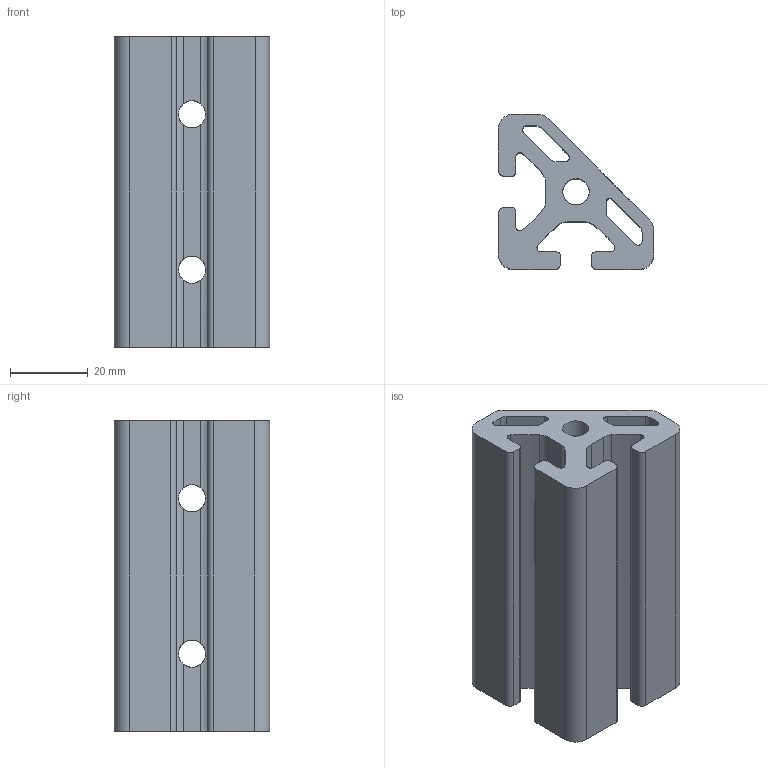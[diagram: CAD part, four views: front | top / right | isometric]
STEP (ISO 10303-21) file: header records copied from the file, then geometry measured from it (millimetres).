
FILE_DESCRIPTION(/* description */ ('T1-80'),/* implementation_level */ '2;1');
FILE_NAME(/* name */ '11287 KriTec Winkelelement 8 T1-80.stp',/* time_stamp */ '2017-11-02T16:25:56+01:00',/* author */ ('Steiner'),/* organization */ (''),/* preprocessor_version */ 'ST-DEVELOPER v16.1',/* originating_system */ 'Autodesk Inventor 2016',/* authorisation */ '');
FILE_SCHEMA (('CONFIG_CONTROL_DESIGN'));
Length unit declared in the file: millimetre
Products named in the file (1): 11287 KriTec Winkelelement 8 T1-80
Bounding box: 40 x 40 x 80 mm (x, y, z)
Volume: 56782.8 mm3; surface area: 26111.2 mm2
Topology: 1 solids, 1 shells, 87 faces, 298 edges, 196 vertices
Faces by surface type: cylinder 52, plane 33, cone 2
Full cylindrical faces by diameter (mm): 6.647 x4, 6.8 x3, 7 x8
Entity records: 3716 total; most frequent: CARTESIAN_POINT 1200, ORIENTED_EDGE 532, DIRECTION 506, EDGE_CURVE 266, AXIS2_PLACEMENT_3D 188, VERTEX_POINT 182, LINE 130, VECTOR 130
